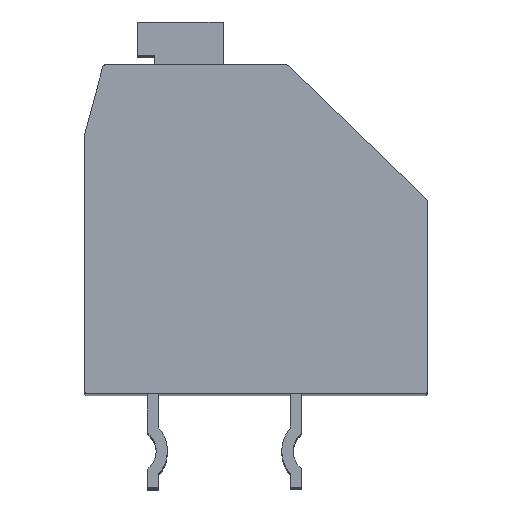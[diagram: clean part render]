
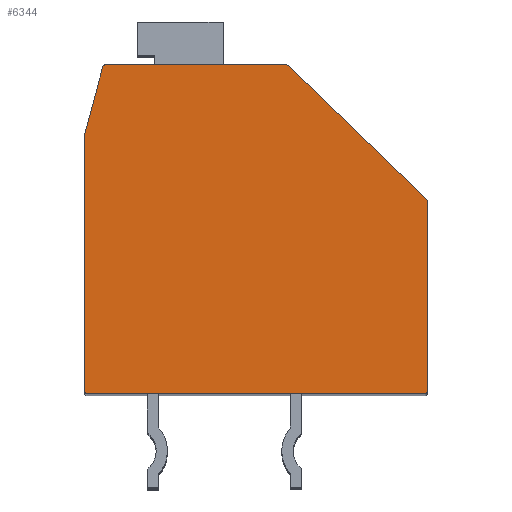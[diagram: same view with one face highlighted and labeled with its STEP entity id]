
A CAD part, top view. The second image highlights one B-rep face of the part: STEP entity #6344.
In plain terms, the highlighted planar face has unit normal (0, 0, 1).
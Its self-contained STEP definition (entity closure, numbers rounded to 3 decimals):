
#375=CARTESIAN_POINT('',(5.9,0.978,2.75));
#376=DIRECTION('',(0.,0.,1.));
#377=DIRECTION('',(1.,0.,0.));
#378=AXIS2_PLACEMENT_3D('',#375,#376,#377);
#380=DIRECTION('',(0.,1.,0.));
#381=VECTOR('',#380,6.628);
#382=CARTESIAN_POINT('',(6.,-5.65,2.75));
#383=LINE('',#382,#381);
#384=CARTESIAN_POINT('',(5.9,-5.65,2.75));
#385=DIRECTION('',(0.,0.,1.));
#386=DIRECTION('',(0.,-1.,0.));
#387=AXIS2_PLACEMENT_3D('',#384,#385,#386);
#389=DIRECTION('',(1.,0.,0.));
#390=VECTOR('',#389,11.8);
#391=CARTESIAN_POINT('',(-5.9,-5.75,2.75));
#392=LINE('',#391,#390);
#393=CARTESIAN_POINT('',(-5.9,-5.65,2.75));
#394=DIRECTION('',(0.,0.,1.));
#395=DIRECTION('',(-1.,0.,0.));
#396=AXIS2_PLACEMENT_3D('',#393,#394,#395);
#398=DIRECTION('',(0.,-1.,0.));
#399=VECTOR('',#398,8.937);
#400=CARTESIAN_POINT('',(-6.,3.287,2.75));
#401=LINE('',#400,#399);
#402=CARTESIAN_POINT('',(-5.9,3.287,2.75));
#403=DIRECTION('',(0.,0.,-1.));
#404=DIRECTION('',(-1.,0.,0.));
#405=AXIS2_PLACEMENT_3D('',#402,#403,#404);
#407=DIRECTION('',(-0.26,-0.966,0.));
#408=VECTOR('',#407,2.447);
#409=CARTESIAN_POINT('',(-5.36,5.676,2.75));
#410=LINE('',#409,#408);
#411=CARTESIAN_POINT('',(-5.263,5.65,2.75));
#412=DIRECTION('',(0.,0.,1.));
#413=DIRECTION('',(0.,1.,0.));
#414=AXIS2_PLACEMENT_3D('',#411,#412,#413);
#416=DIRECTION('',(-1.,0.,0.));
#417=VECTOR('',#416,6.323);
#418=CARTESIAN_POINT('',(1.06,5.75,2.75));
#419=LINE('',#418,#417);
#420=CARTESIAN_POINT('',(1.06,5.65,2.75));
#421=DIRECTION('',(0.,0.,1.));
#422=DIRECTION('',(0.695,0.719,0.));
#423=AXIS2_PLACEMENT_3D('',#420,#421,#422);
#425=DIRECTION('',(-0.719,0.695,0.));
#426=VECTOR('',#425,6.728);
#427=CARTESIAN_POINT('',(5.969,1.049,2.75));
#428=LINE('',#427,#426);
#4649=CARTESIAN_POINT('',(6.,0.978,2.75));
#4650=VERTEX_POINT('',#4649);
#4651=CARTESIAN_POINT('',(5.969,1.049,2.75));
#4652=VERTEX_POINT('',#4651);
#4657=CARTESIAN_POINT('',(5.9,-5.75,2.75));
#4658=VERTEX_POINT('',#4657);
#4659=CARTESIAN_POINT('',(6.,-5.65,2.75));
#4660=VERTEX_POINT('',#4659);
#4665=CARTESIAN_POINT('',(1.129,5.722,2.75));
#4666=CARTESIAN_POINT('',(1.06,5.75,2.75));
#4667=VERTEX_POINT('',#4665);
#4668=VERTEX_POINT('',#4666);
#4669=CARTESIAN_POINT('',(-5.263,5.75,2.75));
#4670=CARTESIAN_POINT('',(-5.36,5.676,2.75));
#4671=VERTEX_POINT('',#4669);
#4672=VERTEX_POINT('',#4670);
#4677=CARTESIAN_POINT('',(-6.,3.287,2.75));
#4679=VERTEX_POINT('',#4677);
#4683=CARTESIAN_POINT('',(-5.997,3.313,2.75));
#4684=VERTEX_POINT('',#4683);
#4689=CARTESIAN_POINT('',(-6.,-5.65,2.75));
#4690=VERTEX_POINT('',#4689);
#4691=CARTESIAN_POINT('',(-5.9,-5.75,2.75));
#4692=VERTEX_POINT('',#4691);
#6322=CARTESIAN_POINT('',(0.,0.,2.75));
#6323=DIRECTION('',(0.,0.,1.));
#6324=DIRECTION('',(1.,0.,0.));
#6325=AXIS2_PLACEMENT_3D('',#6322,#6323,#6324);
#6326=PLANE('',#6325);
#6327=ORIENTED_EDGE('',*,*,#6023,.F.);
#6328=ORIENTED_EDGE('',*,*,#6039,.F.);
#6329=ORIENTED_EDGE('',*,*,#6052,.F.);
#6330=ORIENTED_EDGE('',*,*,#6067,.F.);
#6331=ORIENTED_EDGE('',*,*,#6260,.F.);
#6332=ORIENTED_EDGE('',*,*,#6273,.F.);
#6333=ORIENTED_EDGE('',*,*,#6289,.T.);
#6334=ORIENTED_EDGE('',*,*,#6301,.F.);
#6335=ORIENTED_EDGE('',*,*,#6313,.F.);
#6337=ORIENTED_EDGE('',*,*,#6336,.F.);
#6339=ORIENTED_EDGE('',*,*,#6338,.F.);
#6341=ORIENTED_EDGE('',*,*,#6340,.F.);
#6342=EDGE_LOOP('',(#6327,#6328,#6329,#6330,#6331,#6332,#6333,#6334,#6335,#6337,
#6339,#6341));
#6343=FACE_OUTER_BOUND('',#6342,.F.);
#6344=ADVANCED_FACE('',(#6343),#6326,.T.);
#379=CIRCLE('',#378,0.1);
#388=CIRCLE('',#387,0.1);
#397=CIRCLE('',#396,0.1);
#406=CIRCLE('',#405,0.1);
#415=CIRCLE('',#414,0.1);
#424=CIRCLE('',#423,0.1);
#6023=EDGE_CURVE('',#4650,#4652,#379,.T.);
#6039=EDGE_CURVE('',#4660,#4650,#383,.T.);
#6052=EDGE_CURVE('',#4658,#4660,#388,.T.);
#6067=EDGE_CURVE('',#4692,#4658,#392,.T.);
#6260=EDGE_CURVE('',#4690,#4692,#397,.T.);
#6273=EDGE_CURVE('',#4679,#4690,#401,.T.);
#6289=EDGE_CURVE('',#4679,#4684,#406,.T.);
#6301=EDGE_CURVE('',#4672,#4684,#410,.T.);
#6313=EDGE_CURVE('',#4671,#4672,#415,.T.);
#6336=EDGE_CURVE('',#4668,#4671,#419,.T.);
#6338=EDGE_CURVE('',#4667,#4668,#424,.T.);
#6340=EDGE_CURVE('',#4652,#4667,#428,.T.);
